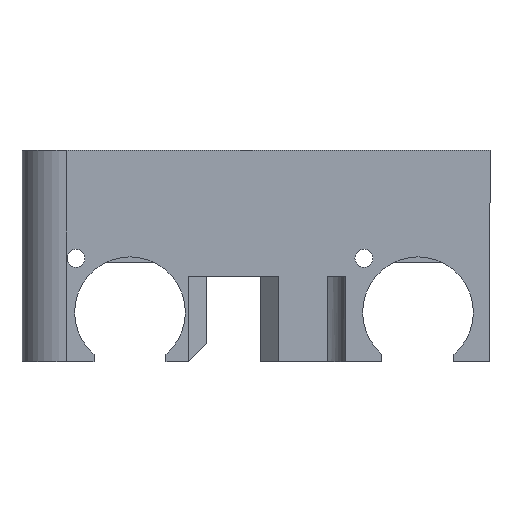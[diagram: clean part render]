
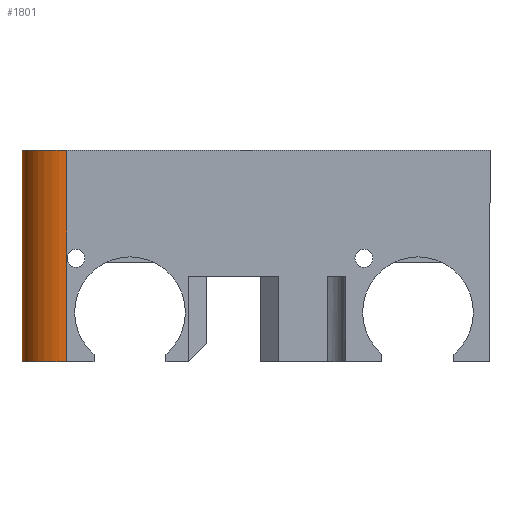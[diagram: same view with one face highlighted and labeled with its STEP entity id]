
A CAD part, left-side view. The second image highlights one B-rep face of the part: STEP entity #1801.
In plain terms, the highlighted cylindrical face has radius 5 mm (diameter 10 mm), a partial arc.
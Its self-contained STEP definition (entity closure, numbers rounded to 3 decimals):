
#32 = PLANE('',#33);
#33 = AXIS2_PLACEMENT_3D('',#34,#35,#36);
#34 = CARTESIAN_POINT('',(-19.,0.,27.));
#35 = DIRECTION('',(0.,0.,-1.));
#36 = DIRECTION('',(0.,1.,0.));
#85 = VERTEX_POINT('',#86);
#86 = CARTESIAN_POINT('',(-19.,47.,27.));
#100 = PLANE('',#101);
#101 = AXIS2_PLACEMENT_3D('',#102,#103,#104);
#102 = CARTESIAN_POINT('',(-19.,23.463,14.03));
#103 = DIRECTION('',(-1.,-0.,-0.));
#104 = DIRECTION('',(0.,0.,-1.));
#112 = EDGE_CURVE('',#85,#113,#115,.T.);
#113 = VERTEX_POINT('',#114);
#114 = CARTESIAN_POINT('',(-14.,52.,27.));
#115 = SURFACE_CURVE('',#116,(#121,#128),.PCURVE_S1.);
#116 = CIRCLE('',#117,5.);
#117 = AXIS2_PLACEMENT_3D('',#118,#119,#120);
#118 = CARTESIAN_POINT('',(-14.,47.,27.));
#119 = DIRECTION('',(0.,0.,-1.));
#120 = DIRECTION('',(0.,1.,0.));
#121 = PCURVE('',#32,#122);
#122 = DEFINITIONAL_REPRESENTATION('',(#123),#127);
#123 = CIRCLE('',#124,5.);
#124 = AXIS2_PLACEMENT_2D('',#125,#126);
#125 = CARTESIAN_POINT('',(47.,5.));
#126 = DIRECTION('',(1.,0.));
#127 = ( GEOMETRIC_REPRESENTATION_CONTEXT(2) 
PARAMETRIC_REPRESENTATION_CONTEXT() REPRESENTATION_CONTEXT('2D SPACE',''
  ) );
#128 = PCURVE('',#129,#134);
#129 = CYLINDRICAL_SURFACE('',#130,5.);
#130 = AXIS2_PLACEMENT_3D('',#131,#132,#133);
#131 = CARTESIAN_POINT('',(-14.,47.,18.));
#132 = DIRECTION('',(0.,0.,1.));
#133 = DIRECTION('',(-1.,0.,0.));
#134 = DEFINITIONAL_REPRESENTATION('',(#135),#139);
#135 = LINE('',#136,#137);
#136 = CARTESIAN_POINT('',(4.712,9.));
#137 = VECTOR('',#138,1.);
#138 = DIRECTION('',(-1.,0.));
#139 = ( GEOMETRIC_REPRESENTATION_CONTEXT(2) 
PARAMETRIC_REPRESENTATION_CONTEXT() REPRESENTATION_CONTEXT('2D SPACE',''
  ) );
#157 = PLANE('',#158);
#158 = AXIS2_PLACEMENT_3D('',#159,#160,#161);
#159 = CARTESIAN_POINT('',(0.,52.,15.25));
#160 = DIRECTION('',(0.,1.,0.));
#161 = DIRECTION('',(0.,0.,1.));
#488 = PLANE('',#489);
#489 = AXIS2_PLACEMENT_3D('',#490,#491,#492);
#490 = CARTESIAN_POINT('',(0.,25.313,3.5));
#491 = DIRECTION('',(0.,-0.,1.));
#492 = DIRECTION('',(1.,0.,0.));
#1503 = EDGE_CURVE('',#85,#1504,#1506,.T.);
#1504 = VERTEX_POINT('',#1505);
#1505 = CARTESIAN_POINT('',(-19.,47.,15.));
#1506 = SURFACE_CURVE('',#1507,(#1511,#1518),.PCURVE_S1.);
#1507 = LINE('',#1508,#1509);
#1508 = CARTESIAN_POINT('',(-19.,47.,27.));
#1509 = VECTOR('',#1510,1.);
#1510 = DIRECTION('',(0.,0.,-1.));
#1511 = PCURVE('',#100,#1512);
#1512 = DEFINITIONAL_REPRESENTATION('',(#1513),#1517);
#1513 = LINE('',#1514,#1515);
#1514 = CARTESIAN_POINT('',(-12.97,-23.537));
#1515 = VECTOR('',#1516,1.);
#1516 = DIRECTION('',(1.,0.));
#1517 = ( GEOMETRIC_REPRESENTATION_CONTEXT(2) 
PARAMETRIC_REPRESENTATION_CONTEXT() REPRESENTATION_CONTEXT('2D SPACE',''
  ) );
#1518 = PCURVE('',#129,#1519);
#1519 = DEFINITIONAL_REPRESENTATION('',(#1520),#1524);
#1520 = LINE('',#1521,#1522);
#1521 = CARTESIAN_POINT('',(-0.,9.));
#1522 = VECTOR('',#1523,1.);
#1523 = DIRECTION('',(-0.,-1.));
#1524 = ( GEOMETRIC_REPRESENTATION_CONTEXT(2) 
PARAMETRIC_REPRESENTATION_CONTEXT() REPRESENTATION_CONTEXT('2D SPACE',''
  ) );
#1526 = EDGE_CURVE('',#1504,#1527,#1529,.T.);
#1527 = VERTEX_POINT('',#1528);
#1528 = CARTESIAN_POINT('',(-19.,47.,3.5));
#1529 = SURFACE_CURVE('',#1530,(#1534,#1541),.PCURVE_S1.);
#1530 = LINE('',#1531,#1532);
#1531 = CARTESIAN_POINT('',(-19.,47.,18.));
#1532 = VECTOR('',#1533,1.);
#1533 = DIRECTION('',(0.,0.,-1.));
#1534 = PCURVE('',#100,#1535);
#1535 = DEFINITIONAL_REPRESENTATION('',(#1536),#1540);
#1536 = LINE('',#1537,#1538);
#1537 = CARTESIAN_POINT('',(-3.97,-23.537));
#1538 = VECTOR('',#1539,1.);
#1539 = DIRECTION('',(1.,0.));
#1540 = ( GEOMETRIC_REPRESENTATION_CONTEXT(2) 
PARAMETRIC_REPRESENTATION_CONTEXT() REPRESENTATION_CONTEXT('2D SPACE',''
  ) );
#1541 = PCURVE('',#129,#1542);
#1542 = DEFINITIONAL_REPRESENTATION('',(#1543),#1547);
#1543 = LINE('',#1544,#1545);
#1544 = CARTESIAN_POINT('',(-0.,0.));
#1545 = VECTOR('',#1546,1.);
#1546 = DIRECTION('',(-0.,-1.));
#1547 = ( GEOMETRIC_REPRESENTATION_CONTEXT(2) 
PARAMETRIC_REPRESENTATION_CONTEXT() REPRESENTATION_CONTEXT('2D SPACE',''
  ) );
#1801 = ADVANCED_FACE('',(#1802),#129,.T.);
#1802 = FACE_BOUND('',#1803,.F.);
#1803 = EDGE_LOOP('',(#1804,#1805,#1833,#1854,#1855));
#1804 = ORIENTED_EDGE('',*,*,#1526,.T.);
#1805 = ORIENTED_EDGE('',*,*,#1806,.T.);
#1806 = EDGE_CURVE('',#1527,#1807,#1809,.T.);
#1807 = VERTEX_POINT('',#1808);
#1808 = CARTESIAN_POINT('',(-14.,52.,3.5));
#1809 = SURFACE_CURVE('',#1810,(#1815,#1822),.PCURVE_S1.);
#1810 = CIRCLE('',#1811,5.);
#1811 = AXIS2_PLACEMENT_3D('',#1812,#1813,#1814);
#1812 = CARTESIAN_POINT('',(-14.,47.,3.5));
#1813 = DIRECTION('',(0.,0.,-1.));
#1814 = DIRECTION('',(-1.,0.,0.));
#1815 = PCURVE('',#129,#1816);
#1816 = DEFINITIONAL_REPRESENTATION('',(#1817),#1821);
#1817 = LINE('',#1818,#1819);
#1818 = CARTESIAN_POINT('',(0.,-14.5));
#1819 = VECTOR('',#1820,1.);
#1820 = DIRECTION('',(-1.,0.));
#1821 = ( GEOMETRIC_REPRESENTATION_CONTEXT(2) 
PARAMETRIC_REPRESENTATION_CONTEXT() REPRESENTATION_CONTEXT('2D SPACE',''
  ) );
#1822 = PCURVE('',#488,#1823);
#1823 = DEFINITIONAL_REPRESENTATION('',(#1824),#1832);
#1824 = ( BOUNDED_CURVE() B_SPLINE_CURVE(2,(#1825,#1826,#1827,#1828,
#1829,#1830,#1831),.UNSPECIFIED.,.T.,.F.) B_SPLINE_CURVE_WITH_KNOTS((1,2
    ,2,2,2,1),(-2.094,0.,2.094,4.189,
6.283,8.378),.UNSPECIFIED.) CURVE() 
GEOMETRIC_REPRESENTATION_ITEM() RATIONAL_B_SPLINE_CURVE((1.,0.5,1.,0.5,
1.,0.5,1.)) REPRESENTATION_ITEM('') );
#1825 = CARTESIAN_POINT('',(-19.,21.687));
#1826 = CARTESIAN_POINT('',(-19.,30.347));
#1827 = CARTESIAN_POINT('',(-11.5,26.017));
#1828 = CARTESIAN_POINT('',(-4.,21.687));
#1829 = CARTESIAN_POINT('',(-11.5,17.357));
#1830 = CARTESIAN_POINT('',(-19.,13.027));
#1831 = CARTESIAN_POINT('',(-19.,21.687));
#1832 = ( GEOMETRIC_REPRESENTATION_CONTEXT(2) 
PARAMETRIC_REPRESENTATION_CONTEXT() REPRESENTATION_CONTEXT('2D SPACE',''
  ) );
#1833 = ORIENTED_EDGE('',*,*,#1834,.F.);
#1834 = EDGE_CURVE('',#113,#1807,#1835,.T.);
#1835 = SURFACE_CURVE('',#1836,(#1840,#1847),.PCURVE_S1.);
#1836 = LINE('',#1837,#1838);
#1837 = CARTESIAN_POINT('',(-14.,52.,18.));
#1838 = VECTOR('',#1839,1.);
#1839 = DIRECTION('',(0.,0.,-1.));
#1840 = PCURVE('',#129,#1841);
#1841 = DEFINITIONAL_REPRESENTATION('',(#1842),#1846);
#1842 = LINE('',#1843,#1844);
#1843 = CARTESIAN_POINT('',(-1.571,0.));
#1844 = VECTOR('',#1845,1.);
#1845 = DIRECTION('',(-0.,-1.));
#1846 = ( GEOMETRIC_REPRESENTATION_CONTEXT(2) 
PARAMETRIC_REPRESENTATION_CONTEXT() REPRESENTATION_CONTEXT('2D SPACE',''
  ) );
#1847 = PCURVE('',#157,#1848);
#1848 = DEFINITIONAL_REPRESENTATION('',(#1849),#1853);
#1849 = LINE('',#1850,#1851);
#1850 = CARTESIAN_POINT('',(2.75,-14.));
#1851 = VECTOR('',#1852,1.);
#1852 = DIRECTION('',(-1.,0.));
#1853 = ( GEOMETRIC_REPRESENTATION_CONTEXT(2) 
PARAMETRIC_REPRESENTATION_CONTEXT() REPRESENTATION_CONTEXT('2D SPACE',''
  ) );
#1854 = ORIENTED_EDGE('',*,*,#112,.F.);
#1855 = ORIENTED_EDGE('',*,*,#1503,.T.);
